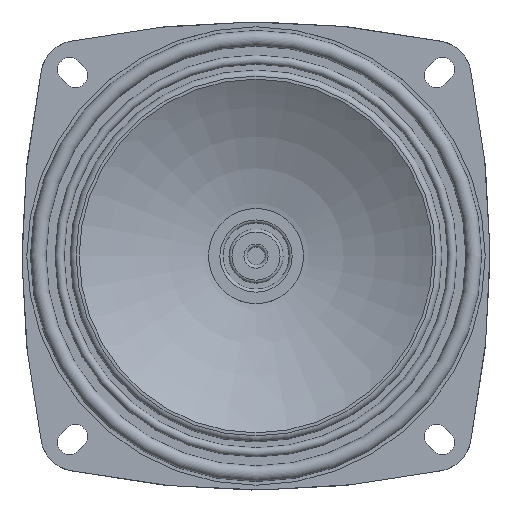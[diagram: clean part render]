
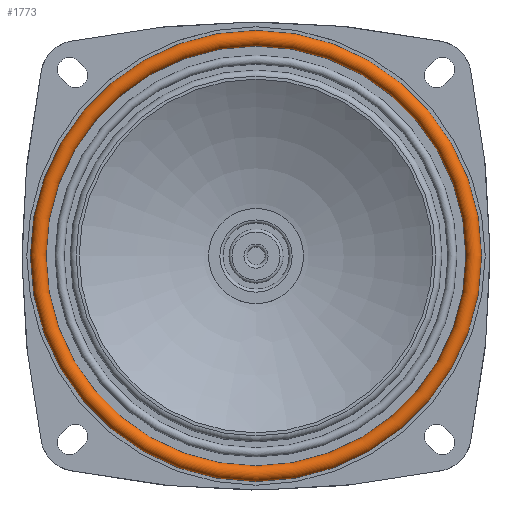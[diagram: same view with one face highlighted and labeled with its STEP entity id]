
A CAD part, top view. The second image highlights one B-rep face of the part: STEP entity #1773.
In plain terms, the highlighted toroidal (fillet/blend) face has major radius 36.2 mm and minor radius 1.3 mm.
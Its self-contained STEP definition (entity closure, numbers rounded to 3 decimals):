
#22=TOROIDAL_SURFACE('',#1936,36.2,1.3);
#323=CIRCLE('',#1931,34.9);
#324=CIRCLE('',#1932,34.9);
#327=CIRCLE('',#1935,34.9);
#328=CIRCLE('',#1937,1.3);
#329=CIRCLE('',#1938,37.5);
#330=CIRCLE('',#1939,37.5);
#331=CIRCLE('',#1940,37.5);
#492=FACE_OUTER_BOUND('',#606,.T.);
#606=EDGE_LOOP('',(#1408,#1409,#1410,#1411,#1412,#1413,#1414,#1415));
#802=VERTEX_POINT('',#3392);
#803=VERTEX_POINT('',#3393);
#804=VERTEX_POINT('',#3395);
#807=VERTEX_POINT('',#3404);
#808=VERTEX_POINT('',#3406);
#809=VERTEX_POINT('',#3408);
#1024=EDGE_CURVE('',#802,#803,#323,.T.);
#1025=EDGE_CURVE('',#804,#802,#324,.T.);
#1029=EDGE_CURVE('',#803,#804,#327,.T.);
#1030=EDGE_CURVE('',#803,#807,#328,.T.);
#1031=EDGE_CURVE('',#807,#808,#329,.T.);
#1032=EDGE_CURVE('',#808,#809,#330,.T.);
#1033=EDGE_CURVE('',#809,#807,#331,.T.);
#1408=ORIENTED_EDGE('',*,*,#1024,.T.);
#1409=ORIENTED_EDGE('',*,*,#1030,.T.);
#1410=ORIENTED_EDGE('',*,*,#1031,.T.);
#1411=ORIENTED_EDGE('',*,*,#1032,.T.);
#1412=ORIENTED_EDGE('',*,*,#1033,.T.);
#1413=ORIENTED_EDGE('',*,*,#1030,.F.);
#1414=ORIENTED_EDGE('',*,*,#1029,.T.);
#1415=ORIENTED_EDGE('',*,*,#1025,.T.);
#1773=ADVANCED_FACE('',(#492),#22,.T.);
#1931=AXIS2_PLACEMENT_3D('',#3394,#2262,#2263);
#1932=AXIS2_PLACEMENT_3D('',#3396,#2264,#2265);
#1935=AXIS2_PLACEMENT_3D('',#3402,#2271,#2272);
#1936=AXIS2_PLACEMENT_3D('',#3403,#2273,#2274);
#1937=AXIS2_PLACEMENT_3D('',#3405,#2275,#2276);
#1938=AXIS2_PLACEMENT_3D('',#3407,#2277,#2278);
#1939=AXIS2_PLACEMENT_3D('',#3409,#2279,#2280);
#1940=AXIS2_PLACEMENT_3D('',#3410,#2281,#2282);
#2262=DIRECTION('center_axis',(0.,0.,-1.));
#2263=DIRECTION('ref_axis',(0.,1.,0.));
#2264=DIRECTION('center_axis',(0.,0.,-1.));
#2265=DIRECTION('ref_axis',(0.,1.,0.));
#2271=DIRECTION('center_axis',(0.,0.,-1.));
#2272=DIRECTION('ref_axis',(0.,1.,0.));
#2273=DIRECTION('center_axis',(0.,0.,1.));
#2274=DIRECTION('ref_axis',(1.,0.,0.));
#2275=DIRECTION('center_axis',(0.,-1.,0.));
#2276=DIRECTION('ref_axis',(-1.,0.,0.));
#2277=DIRECTION('center_axis',(0.,0.,1.));
#2278=DIRECTION('ref_axis',(0.,1.,0.));
#2279=DIRECTION('center_axis',(0.,0.,1.));
#2280=DIRECTION('ref_axis',(0.,1.,0.));
#2281=DIRECTION('center_axis',(0.,0.,1.));
#2282=DIRECTION('ref_axis',(0.,1.,0.));
#3392=CARTESIAN_POINT('',(0.,-34.9,0.2));
#3393=CARTESIAN_POINT('',(-34.9,0.,0.2));
#3394=CARTESIAN_POINT('Origin',(0.,0.,0.2));
#3395=CARTESIAN_POINT('',(0.,34.9,0.2));
#3396=CARTESIAN_POINT('Origin',(0.,0.,0.2));
#3402=CARTESIAN_POINT('Origin',(0.,0.,0.2));
#3403=CARTESIAN_POINT('Origin',(0.,0.,0.2));
#3404=CARTESIAN_POINT('',(-37.5,0.,0.2));
#3405=CARTESIAN_POINT('Origin',(-36.2,0.,
0.2));
#3406=CARTESIAN_POINT('',(0.,-37.5,0.2));
#3407=CARTESIAN_POINT('Origin',(0.,0.,0.2));
#3408=CARTESIAN_POINT('',(0.,37.5,0.2));
#3409=CARTESIAN_POINT('Origin',(0.,0.,0.2));
#3410=CARTESIAN_POINT('Origin',(0.,0.,0.2));
